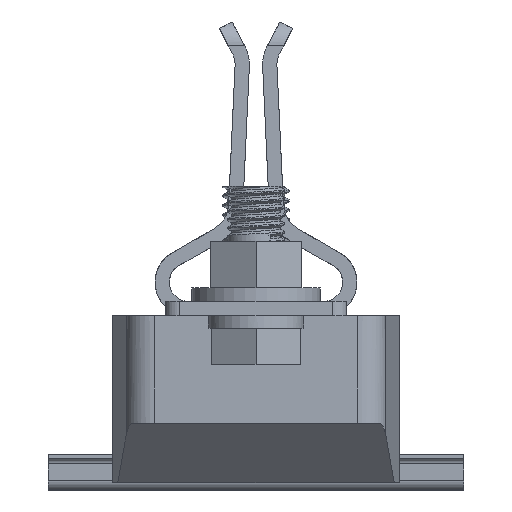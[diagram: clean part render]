
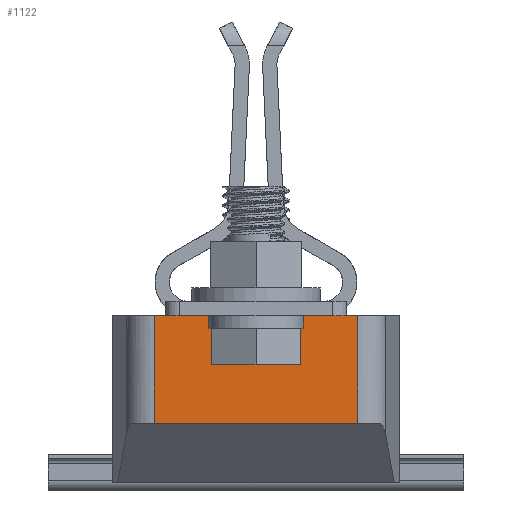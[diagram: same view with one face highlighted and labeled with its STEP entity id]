
A CAD part, front view. The second image highlights one B-rep face of the part: STEP entity #1122.
In plain terms, the highlighted planar face has unit normal (0, -1, 0).
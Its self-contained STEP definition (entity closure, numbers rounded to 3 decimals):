
#490=FACE_OUTER_BOUND('',#2652,.T.);
#1122=ADVANCED_FACE('',(#490),#1808,.T.);
#1808=PLANE('',#13045);
#2652=EDGE_LOOP('',(#4412,#4413,#4414,#4415,#4416,#4417));
#4412=ORIENTED_EDGE('',*,*,#9284,.F.);
#4413=ORIENTED_EDGE('',*,*,#9286,.T.);
#4414=ORIENTED_EDGE('',*,*,#9128,.T.);
#4415=ORIENTED_EDGE('',*,*,#9287,.T.);
#4416=ORIENTED_EDGE('',*,*,#9140,.T.);
#4417=ORIENTED_EDGE('',*,*,#9288,.T.);
#7894=VERTEX_POINT('',#18008);
#7895=VERTEX_POINT('',#18010);
#7906=VERTEX_POINT('',#18032);
#7907=VERTEX_POINT('',#18034);
#8010=VERTEX_POINT('',#18304);
#8011=VERTEX_POINT('',#18306);
#9128=EDGE_CURVE('',#7895,#7894,#10858,.T.);
#9140=EDGE_CURVE('',#7907,#7906,#10868,.T.);
#9284=EDGE_CURVE('',#8010,#8011,#10994,.T.);
#9286=EDGE_CURVE('',#8010,#7895,#10995,.T.);
#9287=EDGE_CURVE('',#7894,#7907,#10996,.T.);
#9288=EDGE_CURVE('',#7906,#8011,#10997,.T.);
#10858=LINE('',#18009,#11954);
#10868=LINE('',#18033,#11964);
#10994=LINE('',#18305,#12090);
#10995=LINE('',#18309,#12091);
#10996=LINE('',#18310,#12092);
#10997=LINE('',#18311,#12093);
#11954=VECTOR('',#14106,1.);
#11964=VECTOR('',#14120,1.);
#12090=VECTOR('',#14330,1.);
#12091=VECTOR('',#14335,1.);
#12092=VECTOR('',#14336,1.);
#12093=VECTOR('',#14337,1.);
#13045=AXIS2_PLACEMENT_3D('',#18312,#14338,#14339);
#14106=DIRECTION('',(-1.,0.,0.));
#14120=DIRECTION('',(-1.,0.,0.));
#14330=DIRECTION('',(-1.,0.,0.));
#14335=DIRECTION('',(0.,0.,1.));
#14336=DIRECTION('',(-1.,0.,0.));
#14337=DIRECTION('',(0.,0.,-1.));
#14338=DIRECTION('',(0.,-1.,0.));
#14339=DIRECTION('',(0.,0.,1.));
#18008=CARTESIAN_POINT('',(12.731,-78.924,35.));
#18009=CARTESIAN_POINT('',(27.087,-78.924,35.));
#18010=CARTESIAN_POINT('',(19.851,-78.924,35.));
#18032=CARTESIAN_POINT('',(-22.677,-78.924,35.));
#18033=CARTESIAN_POINT('',(27.087,-78.924,35.));
#18034=CARTESIAN_POINT('',(-15.557,-78.924,35.));
#18304=CARTESIAN_POINT('',(19.851,-78.924,12.5));
#18305=CARTESIAN_POINT('',(27.087,-78.924,12.5));
#18306=CARTESIAN_POINT('',(-22.677,-78.924,12.5));
#18309=CARTESIAN_POINT('',(19.851,-78.924,12.5));
#18310=CARTESIAN_POINT('',(27.087,-78.924,35.));
#18311=CARTESIAN_POINT('',(-22.677,-78.924,12.5));
#18312=CARTESIAN_POINT('',(27.087,-78.924,12.5));
